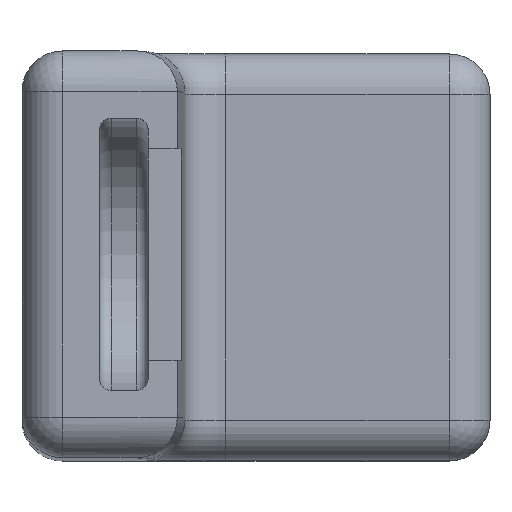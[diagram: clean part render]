
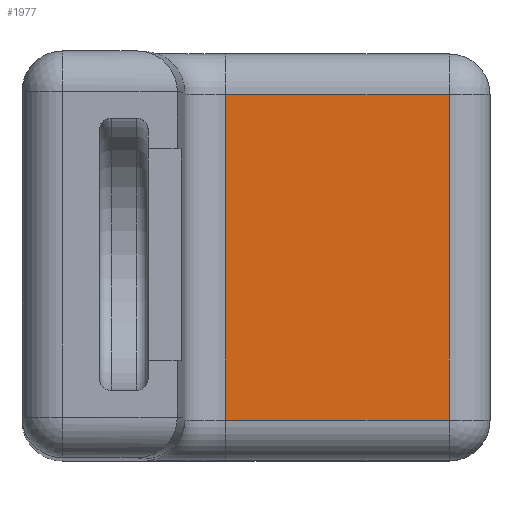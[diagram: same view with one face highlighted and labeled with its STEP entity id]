
A CAD part, top view. The second image highlights one B-rep face of the part: STEP entity #1977.
In plain terms, the highlighted planar face has unit normal (0, 0, 1).
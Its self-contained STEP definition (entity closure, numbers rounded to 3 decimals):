
#26=PLANE('',#2151);
#98=LINE('',#3147,#259);
#105=LINE('',#3231,#266);
#108=LINE('',#3235,#269);
#114=LINE('',#3247,#275);
#259=VECTOR('',#2406,10.);
#266=VECTOR('',#2441,10.);
#269=VECTOR('',#2446,10.);
#275=VECTOR('',#2460,10.);
#498=FACE_OUTER_BOUND('',#628,.T.);
#628=EDGE_LOOP('',(#1502,#1503,#1504,#1505));
#879=VERTEX_POINT('',#3120);
#885=VERTEX_POINT('',#3137);
#889=VERTEX_POINT('',#3152);
#893=VERTEX_POINT('',#3160);
#1069=EDGE_CURVE('',#885,#879,#98,.T.);
#1085=EDGE_CURVE('',#889,#893,#105,.T.);
#1088=EDGE_CURVE('',#893,#885,#108,.T.);
#1095=EDGE_CURVE('',#879,#889,#114,.T.);
#1502=ORIENTED_EDGE('',*,*,#1085,.F.);
#1503=ORIENTED_EDGE('',*,*,#1095,.F.);
#1504=ORIENTED_EDGE('',*,*,#1069,.F.);
#1505=ORIENTED_EDGE('',*,*,#1088,.F.);
#1977=ADVANCED_FACE('',(#498),#26,.T.);
#2151=AXIS2_PLACEMENT_3D('',#3366,#2558,#2559);
#2406=DIRECTION('',(1.,0.,0.));
#2441=DIRECTION('',(-1.,0.,0.));
#2446=DIRECTION('',(0.,1.,0.));
#2460=DIRECTION('',(0.,-1.,0.));
#2558=DIRECTION('center_axis',(0.,0.,1.));
#2559=DIRECTION('ref_axis',(0.,-1.,0.));
#3120=CARTESIAN_POINT('',(42.,36.,30.2));
#3137=CARTESIAN_POINT('',(20.,36.,30.2));
#3147=CARTESIAN_POINT('',(0.,36.,30.2));
#3152=CARTESIAN_POINT('',(42.,4.,30.2));
#3160=CARTESIAN_POINT('',(20.,4.,30.2));
#3231=CARTESIAN_POINT('',(0.,4.,30.2));
#3235=CARTESIAN_POINT('',(20.,30.,30.2));
#3247=CARTESIAN_POINT('',(42.,30.,30.2));
#3366=CARTESIAN_POINT('Origin',(0.,40.,30.2));
